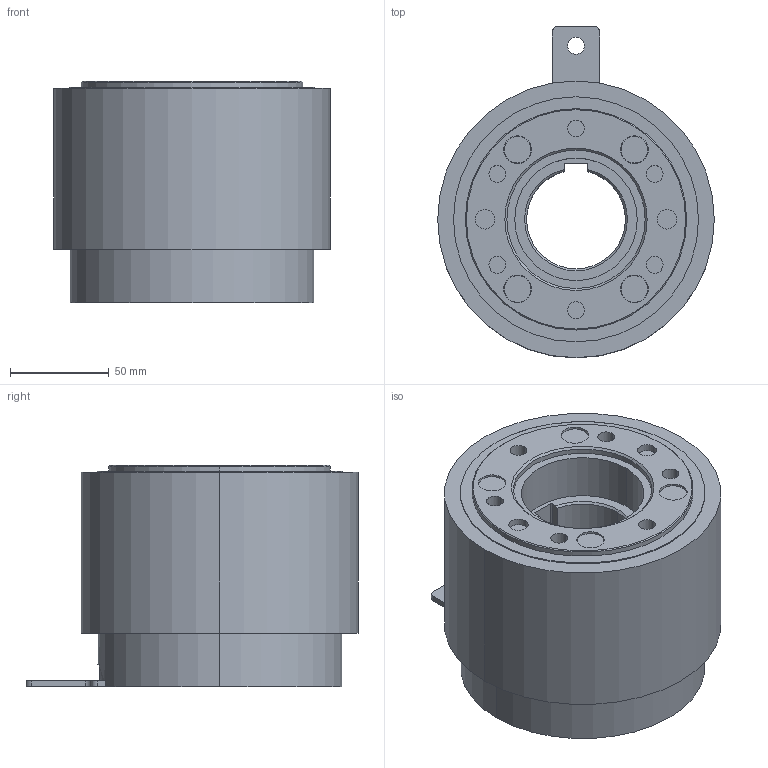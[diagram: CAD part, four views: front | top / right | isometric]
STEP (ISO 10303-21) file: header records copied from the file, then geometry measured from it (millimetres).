
FILE_DESCRIPTION (( 'STEP AP203' ), '1' );
FILE_NAME ('MZ 50W_23293700(１体）.STEP', '2016-03-09T01:52:35', ( ' ' ), ( '' ), 'SwSTEP 2.0', 'SolidWorks 2009', '' );
FILE_SCHEMA (( 'CONFIG_CONTROL_DESIGN' ));
Length unit declared in the file: millimetre
Products named in the file (1): MZ 50W_23293700(１体）
Bounding box: 140 x 168 x 112 mm (x, y, z)
Volume: 1305708.4 mm3; surface area: 117332.4 mm2
Topology: 1 solids, 2 shells, 170 faces, 416 edges, 270 vertices
Faces by surface type: cylinder 101, plane 59, cone 10
Entity records: 5233 total; most frequent: DIRECTION 1008, CARTESIAN_POINT 869, ORIENTED_EDGE 832, AXIS2_PLACEMENT_3D 425, EDGE_CURVE 416, VERTEX_POINT 270, CIRCLE 254, EDGE_LOOP 208
